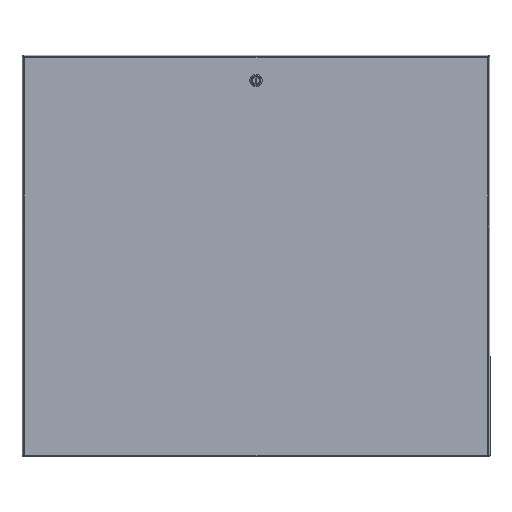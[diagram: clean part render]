
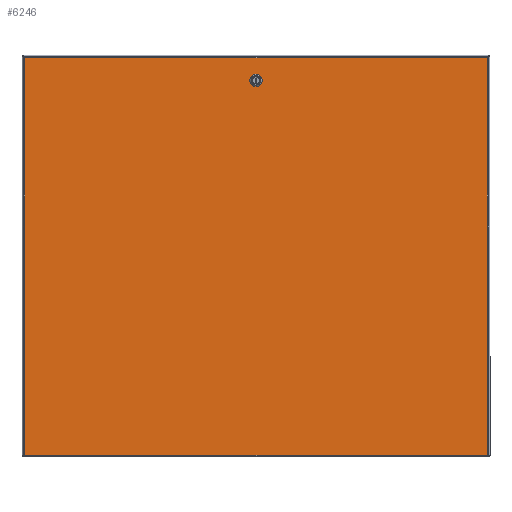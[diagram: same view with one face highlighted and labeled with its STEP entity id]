
A CAD part, top view. The second image highlights one B-rep face of the part: STEP entity #6246.
In plain terms, the highlighted face is planar.
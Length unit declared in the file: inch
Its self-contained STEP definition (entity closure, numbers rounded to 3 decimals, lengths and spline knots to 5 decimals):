
#4437=CARTESIAN_POINT('',(2.33762,21.275,0.0));
#4438=VERTEX_POINT('',#4437);
#4445=CARTESIAN_POINT('',(2.525,21.08762,0.0));
#4446=VERTEX_POINT('',#4445);
#4447=CARTESIAN_POINT('',(2.125,20.875,0.0));
#4448=DIRECTION('',(0.0,0.0,1.0));
#4449=DIRECTION('',(-0.469,-0.883,0.0));
#4450=AXIS2_PLACEMENT_3D('',#4447,#4448,#4449);
#4451=CIRCLE('',#4450,0.453);
#4452=EDGE_CURVE('',#4446,#4438,#4451,.T.);
#4477=CARTESIAN_POINT('',(2.525,20.66238,0.0));
#4478=VERTEX_POINT('',#4477);
#4479=CARTESIAN_POINT('',(2.525,20.66238,0.0));
#4480=DIRECTION('',(0.0,1.0,0.0));
#4481=VECTOR('',#4480,0.42525);
#4482=LINE('',#4479,#4481);
#4483=EDGE_CURVE('',#4478,#4446,#4482,.T.);
#4509=CARTESIAN_POINT('',(2.33762,20.475,0.0));
#4510=VERTEX_POINT('',#4509);
#4511=CARTESIAN_POINT('',(2.125,20.875,0.0));
#4512=DIRECTION('',(0.0,0.0,1.0));
#4513=DIRECTION('',(-0.883,0.469,0.0));
#4514=AXIS2_PLACEMENT_3D('',#4511,#4512,#4513);
#4515=CIRCLE('',#4514,0.453);
#4516=EDGE_CURVE('',#4510,#4478,#4515,.T.);
#4541=CARTESIAN_POINT('',(1.91238,20.475,0.0));
#4542=VERTEX_POINT('',#4541);
#4543=CARTESIAN_POINT('',(1.91238,20.475,0.0));
#4544=DIRECTION('',(1.0,0.0,0.0));
#4545=VECTOR('',#4544,0.42525);
#4546=LINE('',#4543,#4545);
#4547=EDGE_CURVE('',#4542,#4510,#4546,.T.);
#4573=CARTESIAN_POINT('',(1.725,20.66238,0.0));
#4574=VERTEX_POINT('',#4573);
#4575=CARTESIAN_POINT('',(2.125,20.875,0.0));
#4576=DIRECTION('',(0.0,0.0,1.0));
#4577=DIRECTION('',(0.469,0.883,0.0));
#4578=AXIS2_PLACEMENT_3D('',#4575,#4576,#4577);
#4579=CIRCLE('',#4578,0.453);
#4580=EDGE_CURVE('',#4574,#4542,#4579,.T.);
#4605=CARTESIAN_POINT('',(1.725,21.08762,0.0));
#4606=VERTEX_POINT('',#4605);
#4607=CARTESIAN_POINT('',(1.725,21.08762,0.0));
#4608=DIRECTION('',(0.0,-1.0,0.0));
#4609=VECTOR('',#4608,0.42525);
#4610=LINE('',#4607,#4609);
#4611=EDGE_CURVE('',#4606,#4574,#4610,.T.);
#4637=CARTESIAN_POINT('',(1.91238,21.275,0.0));
#4638=VERTEX_POINT('',#4637);
#4639=CARTESIAN_POINT('',(2.125,20.875,0.0));
#4640=DIRECTION('',(0.0,0.0,1.0));
#4641=DIRECTION('',(0.883,-0.469,0.0));
#4642=AXIS2_PLACEMENT_3D('',#4639,#4640,#4641);
#4643=CIRCLE('',#4642,0.453);
#4644=EDGE_CURVE('',#4638,#4606,#4643,.T.);
#4667=CARTESIAN_POINT('',(2.33762,21.275,0.0));
#4668=DIRECTION('',(-1.0,0.0,0.0));
#4669=VECTOR('',#4668,0.42525);
#4670=LINE('',#4667,#4669);
#4671=EDGE_CURVE('',#4438,#4638,#4670,.T.);
#5254=CARTESIAN_POINT('',(35.76975,0.10525,0.));
#5255=VERTEX_POINT('',#5254);
#5266=CARTESIAN_POINT('',(35.76975,41.64475,0.));
#5267=VERTEX_POINT('',#5266);
#5268=CARTESIAN_POINT('',(35.76975,41.64475,0.0));
#5269=DIRECTION('',(0.0,-1.0,0.0));
#5270=VECTOR('',#5269,41.5395);
#5271=LINE('',#5268,#5270);
#5272=EDGE_CURVE('',#5267,#5255,#5271,.T.);
#5424=CARTESIAN_POINT('',(0.10525,0.10525,0.));
#5425=VERTEX_POINT('',#5424);
#5436=CARTESIAN_POINT('',(35.76975,0.10525,0.0));
#5437=DIRECTION('',(-1.0,0.0,0.0));
#5438=VECTOR('',#5437,35.6645);
#5439=LINE('',#5436,#5438);
#5440=EDGE_CURVE('',#5255,#5425,#5439,.T.);
#5701=CARTESIAN_POINT('',(0.10525,41.64475,0.));
#5702=VERTEX_POINT('',#5701);
#5713=CARTESIAN_POINT('',(0.10525,0.10525,0.0));
#5714=DIRECTION('',(0.0,1.0,0.0));
#5715=VECTOR('',#5714,41.5395);
#5716=LINE('',#5713,#5715);
#5717=EDGE_CURVE('',#5425,#5702,#5716,.T.);
#5982=CARTESIAN_POINT('',(0.10525,41.64475,0.0));
#5983=DIRECTION('',(1.0,0.0,0.0));
#5984=VECTOR('',#5983,35.6645);
#5985=LINE('',#5982,#5984);
#5986=EDGE_CURVE('',#5702,#5267,#5985,.T.);
#6225=CARTESIAN_POINT('',(17.9375,20.875,0.0));
#6226=DIRECTION('',(0.0,0.0,1.0));
#6227=DIRECTION('',(1.0,0.0,0.0));
#6228=AXIS2_PLACEMENT_3D('',#6225,#6226,#6227);
#6229=PLANE('',#6228);
#6230=ORIENTED_EDGE('',*,*,#5272,.T.);
#6231=ORIENTED_EDGE('',*,*,#5440,.T.);
#6232=ORIENTED_EDGE('',*,*,#5717,.T.);
#6233=ORIENTED_EDGE('',*,*,#5986,.T.);
#6234=EDGE_LOOP('',(#6230,#6231,#6232,#6233));
#6235=FACE_OUTER_BOUND('',#6234,.T.);
#6236=ORIENTED_EDGE('',*,*,#4452,.T.);
#6237=ORIENTED_EDGE('',*,*,#4671,.T.);
#6238=ORIENTED_EDGE('',*,*,#4644,.T.);
#6239=ORIENTED_EDGE('',*,*,#4611,.T.);
#6240=ORIENTED_EDGE('',*,*,#4580,.T.);
#6241=ORIENTED_EDGE('',*,*,#4547,.T.);
#6242=ORIENTED_EDGE('',*,*,#4516,.T.);
#6243=ORIENTED_EDGE('',*,*,#4483,.T.);
#6244=EDGE_LOOP('',(#6236,#6237,#6238,#6239,#6240,#6241,#6242,#6243));
#6245=FACE_BOUND('',#6244,.T.);
#6246=ADVANCED_FACE('',(#6235,#6245),#6229,.F.);
